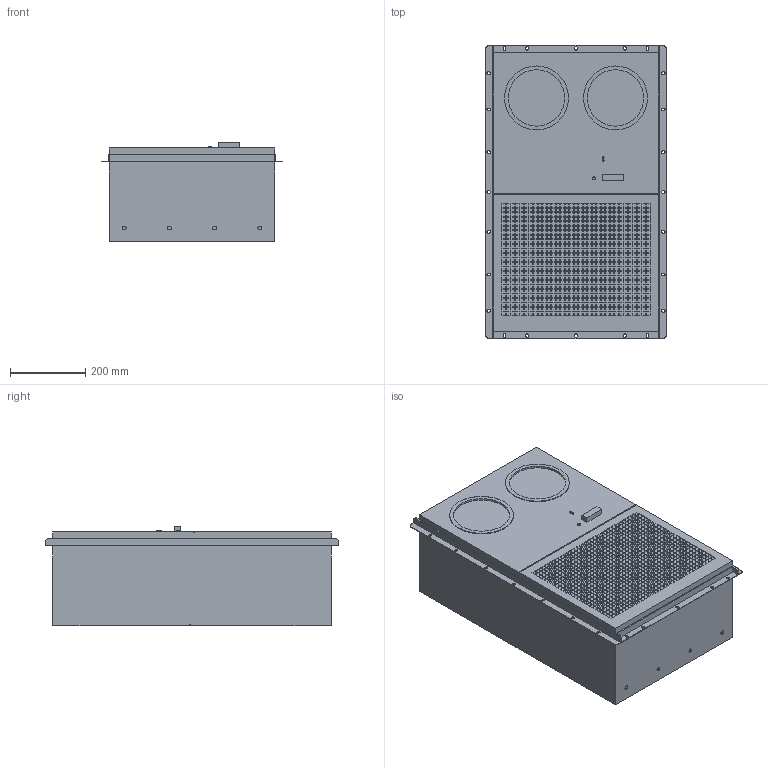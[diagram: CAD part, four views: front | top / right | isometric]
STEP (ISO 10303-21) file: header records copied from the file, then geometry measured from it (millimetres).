
FILE_DESCRIPTION((''),'2;1');
FILE_NAME('HEX180PB','2021-03-22T',('GAVIN.CHEN'),(''),'CREO PARAMETRIC BY PTC INC, 2015080','CREO PARAMETRIC BY PTC INC, 2015080','');
FILE_SCHEMA(('CONFIG_CONTROL_DESIGN'));
Products named in the file (1): HEX180PB
Bounding box: 480 x 780 x 264 mm (x, y, z)
Volume: 80806549.9 mm3; surface area: 1502018.7 mm2
Topology: 1 solids, 1 shells, 9642 faces, 23222 edges, 15486 vertices
Faces by surface type: plane 9550, cylinder 92
Entity records: 274810 total; most frequent: CARTESIAN_POINT 48350, ORIENTED_EDGE 46444, DIRECTION 42704, EDGE_CURVE 23222, VECTOR 23024, LINE 23024, VERTEX_POINT 15486, EDGE_LOOP 11594
